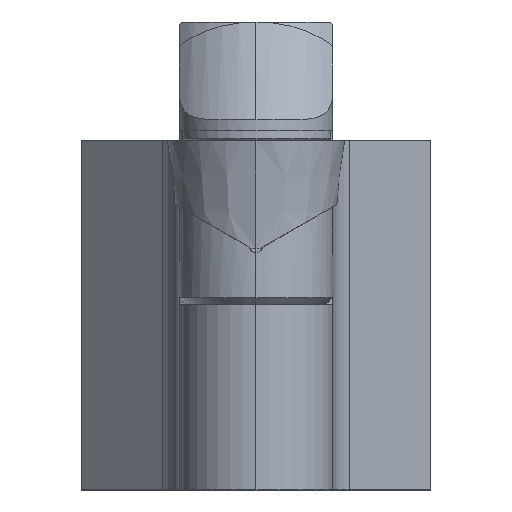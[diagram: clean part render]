
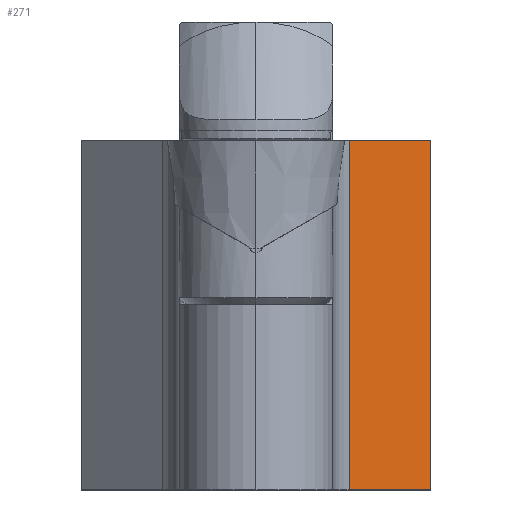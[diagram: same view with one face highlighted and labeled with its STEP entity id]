
A CAD part, left-side view. The second image highlights one B-rep face of the part: STEP entity #271.
In plain terms, the highlighted planar face has unit normal (-0.707, -0.707, 0).
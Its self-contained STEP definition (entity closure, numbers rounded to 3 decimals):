
#76 = CARTESIAN_POINT ( 'NONE',  ( 16.25, 16.25, 0. ) ) ;
#124 = CARTESIAN_POINT ( 'NONE',  ( 39.172, -6.672, 0. ) ) ;
#271 = ADVANCED_FACE ( 'NONE', ( #3732 ), #3511, .T. ) ;
#411 = ORIENTED_EDGE ( 'NONE', *, *, #4879, .F. ) ;
#594 = CARTESIAN_POINT ( 'NONE',  ( 45., -12.5, 0. ) ) ;
#928 = VERTEX_POINT ( 'NONE', #5188 ) ;
#970 = EDGE_CURVE ( 'NONE', #3130, #928, #5087, .T. ) ;
#1714 = VECTOR ( 'NONE', #6156, 1000. ) ;
#1774 = ORIENTED_EDGE ( 'NONE', *, *, #6422, .T. ) ;
#1833 = LINE ( 'NONE', #1932, #8045 ) ;
#1932 = CARTESIAN_POINT ( 'NONE',  ( 45., -12.5, 193.638 ) ) ;
#2606 = VECTOR ( 'NONE', #8080, 1000. ) ;
#3130 = VERTEX_POINT ( 'NONE', #124 ) ;
#3442 = ORIENTED_EDGE ( 'NONE', *, *, #970, .T. ) ;
#3464 = VERTEX_POINT ( 'NONE', #594 ) ;
#3511 = PLANE ( 'NONE',  #6898 ) ;
#3732 = FACE_OUTER_BOUND ( 'NONE', #6348, .T. ) ;
#4078 = LINE ( 'NONE', #76, #1714 ) ;
#4282 = DIRECTION ( 'NONE',  ( 0.707, -0.707, 0. ) ) ;
#4359 = DIRECTION ( 'NONE',  ( 0., 0., -1. ) ) ;
#4879 = EDGE_CURVE ( 'NONE', #3464, #7024, #1833, .T. ) ;
#5087 = LINE ( 'NONE', #8025, #9178 ) ;
#5188 = CARTESIAN_POINT ( 'NONE',  ( 39.172, -6.672, -25. ) ) ;
#6156 = DIRECTION ( 'NONE',  ( -0.707, 0.707, 0. ) ) ;
#6348 = EDGE_LOOP ( 'NONE', ( #8806, #411, #1774, #3442 ) ) ;
#6422 = EDGE_CURVE ( 'NONE', #3464, #3130, #4078, .T. ) ;
#6898 = AXIS2_PLACEMENT_3D ( 'NONE', #7257, #7933, #4282 ) ;
#7024 = VERTEX_POINT ( 'NONE', #8980 ) ;
#7257 = CARTESIAN_POINT ( 'NONE',  ( 39.172, -6.672, 193.638 ) ) ;
#7262 = CARTESIAN_POINT ( 'NONE',  ( 16.25, 16.25, -25. ) ) ;
#7604 = LINE ( 'NONE', #7262, #2606 ) ;
#7933 = DIRECTION ( 'NONE',  ( -0.707, -0.707, 0. ) ) ;
#8025 = CARTESIAN_POINT ( 'NONE',  ( 39.172, -6.672, 193.638 ) ) ;
#8045 = VECTOR ( 'NONE', #8474, 1000. ) ;
#8080 = DIRECTION ( 'NONE',  ( -0.707, 0.707, 0. ) ) ;
#8474 = DIRECTION ( 'NONE',  ( 0., 0., -1. ) ) ;
#8806 = ORIENTED_EDGE ( 'NONE', *, *, #8947, .F. ) ;
#8947 = EDGE_CURVE ( 'NONE', #7024, #928, #7604, .T. ) ;
#8980 = CARTESIAN_POINT ( 'NONE',  ( 45., -12.5, -25. ) ) ;
#9178 = VECTOR ( 'NONE', #4359, 1000. ) ;
